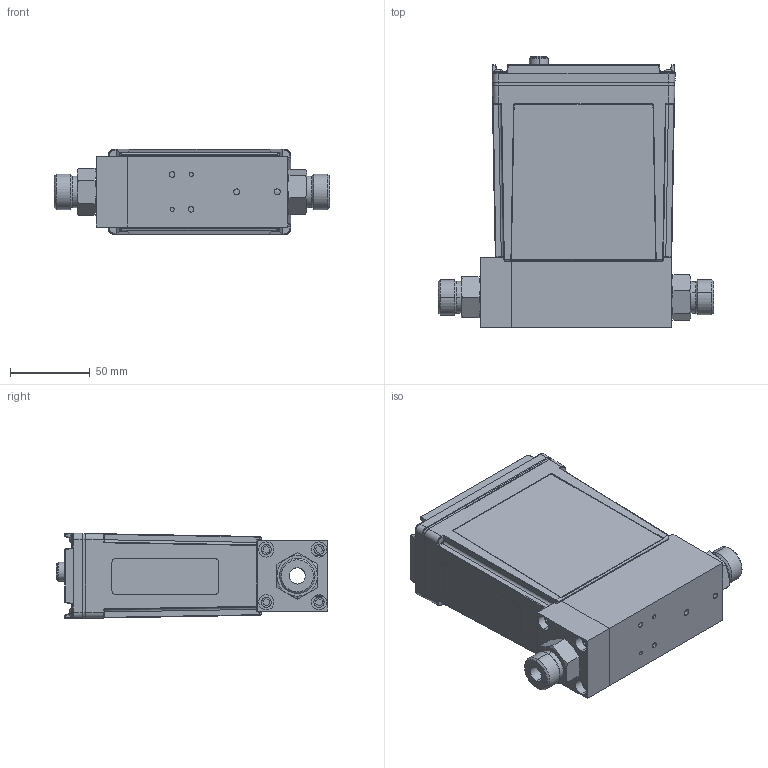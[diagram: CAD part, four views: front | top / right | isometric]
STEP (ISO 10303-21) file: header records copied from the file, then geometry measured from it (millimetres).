
FILE_DESCRIPTION (( 'STEP AP214' ), '1' );
FILE_NAME ('GE250-8VCO-DEVICENET.STEP', '2016-05-25T16:38:00', ( '' ), ( '' ), 'SwSTEP 2.0', 'SolidWorks 2015', '' );
FILE_SCHEMA (( 'AUTOMOTIVE_DESIGN' ));
Length unit declared in the file: inch
Products named in the file (1): GE250-8VCO-DEVICENET
Bounding box: 172.24 x 169.85 x 53.49 mm (x, y, z)
Surface area: 106082.1 mm2 (no closed solid volume)
Topology: 0 solids, 100 shells, 801 faces, 3853 edges, 3050 vertices
Faces by surface type: plane 376, cylinder 251, bspline 93, cone 40, sphere 25, torus 16
Entity records: 60953 total; most frequent: CARTESIAN_POINT 22680, ORIENTED_EDGE 5177, DIRECTION 5012, EDGE_CURVE 3825, VERTEX_POINT 3050, LINE 2090, VECTOR 2090, AXIS2_PLACEMENT_3D 1461
